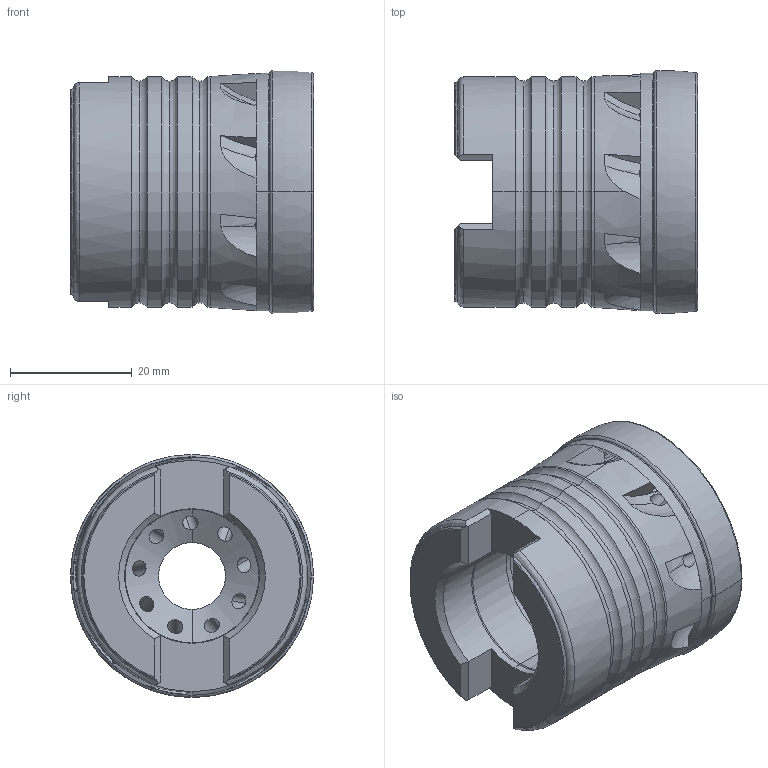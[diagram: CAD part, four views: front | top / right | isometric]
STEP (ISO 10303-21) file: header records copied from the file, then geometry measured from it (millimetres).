
FILE_DESCRIPTION (( 'STEP AP214' ), '1' );
FILE_NAME ('90PP-040-63-22-9.STEP', '2011-12-14T14:05:23', ( '' ), ( '' ), 'SwSTEP 2.0', 'SolidWorks 2011', '' );
FILE_SCHEMA (( 'AUTOMOTIVE_DESIGN' ));
Length unit declared in the file: millimetre
Products named in the file (1): 90PP-040-63-22-9
Bounding box: 40 x 39.99 x 39.99 mm (x, y, z)
Volume: 30966.7 mm3; surface area: 11059.4 mm2
Topology: 1 solids, 1 shells, 205 faces, 565 edges, 352 vertices
Faces by surface type: plane 72, cone 46, cylinder 45, torus 33, bspline 9
Entity records: 7610 total; most frequent: CARTESIAN_POINT 2693, ORIENTED_EDGE 1130, DIRECTION 917, EDGE_CURVE 565, AXIS2_PLACEMENT_3D 367, VERTEX_POINT 352, EDGE_LOOP 215, FACE_OUTER_BOUND 205
